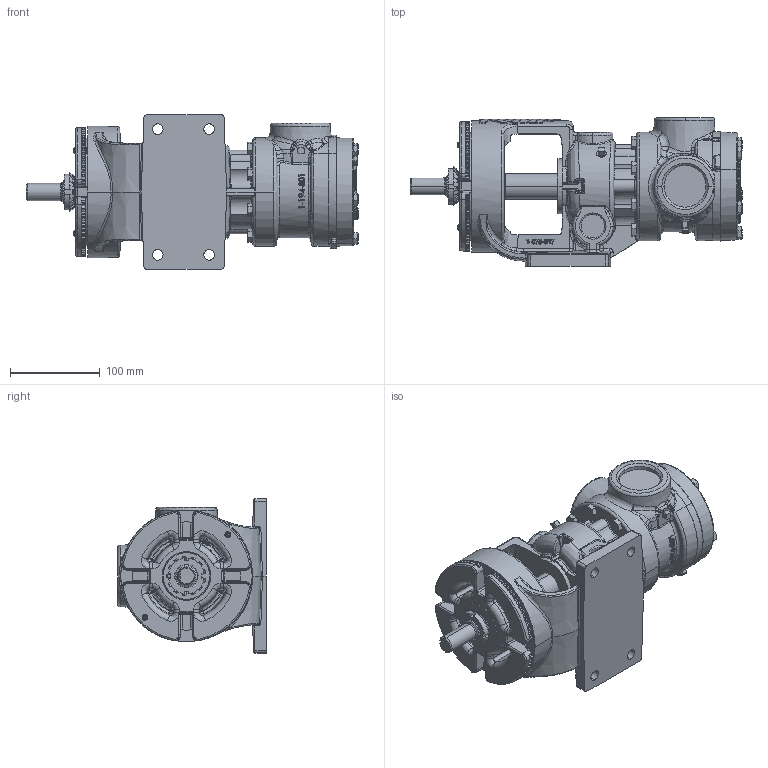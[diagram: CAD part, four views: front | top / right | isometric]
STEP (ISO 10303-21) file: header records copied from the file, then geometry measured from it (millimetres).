
FILE_DESCRIPTION (( 'STEP AP214' ), '1' );
FILE_NAME ('H224A.STEP', '2016-09-30T14:31:53', ( '' ), ( '' ), 'SwSTEP 2.0', 'SolidWorks 2015', '' );
FILE_SCHEMA (( 'AUTOMOTIVE_DESIGN' ));
Length unit declared in the file: inch
Products named in the file (2): H224A
Bounding box: 369.06 x 165.39 x 171.45 mm (x, y, z)
Volume: 3219823.8 mm3; surface area: 280054.1 mm2
Topology: 1 solids, 1 shells, 2377 faces, 6023 edges, 3677 vertices
Faces by surface type: plane 664, cylinder 657, bspline 594, cone 304, torus 98, sphere 60
Entity records: 152244 total; most frequent: CARTESIAN_POINT 83232, ORIENTED_EDGE 11964, DIRECTION 9404, EDGE_CURVE 5982, AXIS2_PLACEMENT_3D 3836, VERTEX_POINT 3676, EDGE_LOOP 2466, FACE_OUTER_BOUND 2377
